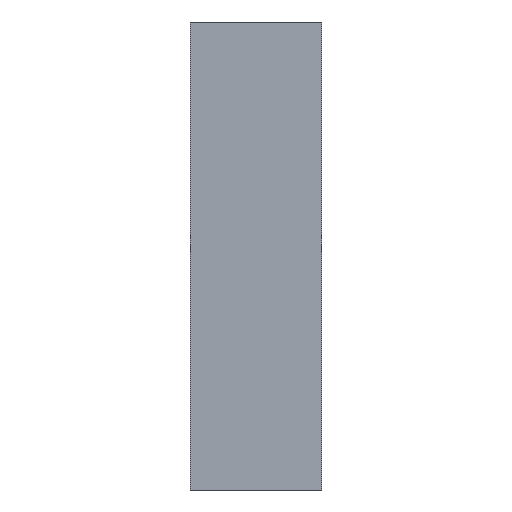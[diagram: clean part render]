
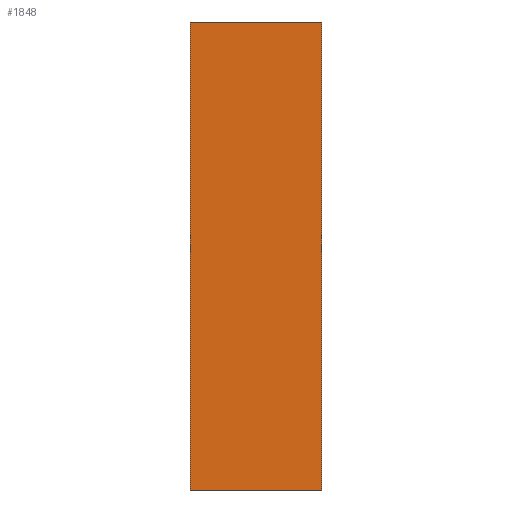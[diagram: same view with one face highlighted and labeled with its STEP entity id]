
A CAD part, front view. The second image highlights one B-rep face of the part: STEP entity #1848.
In plain terms, the highlighted planar face has unit normal (0, -1, 0).
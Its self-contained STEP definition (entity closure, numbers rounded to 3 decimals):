
#1772=CARTESIAN_POINT('Vertex',(70.,57.,430.)) ;
#1775=CARTESIAN_POINT('Line Origine',(70.,57.,180.)) ;
#1779=CARTESIAN_POINT('Vertex',(70.,57.,-70.)) ;
#1805=CARTESIAN_POINT('Vertex',(-70.,57.,-70.)) ;
#1813=CARTESIAN_POINT('Line Origine',(0.,57.,-70.)) ;
#1825=CARTESIAN_POINT('Axis2P3D Location',(-70.,57.,190.)) ;
#1830=CARTESIAN_POINT('Line Origine',(0.,57.,430.)) ;
#1834=CARTESIAN_POINT('Vertex',(-70.,57.,430.)) ;
#1837=CARTESIAN_POINT('Line Origine',(-70.,57.,180.)) ;
#1776=DIRECTION('Vector Direction',(0.,0.,1.)) ;
#1814=DIRECTION('Vector Direction',(1.,0.,0.)) ;
#1826=DIRECTION('Axis2P3D Direction',(0.,-1.,0.)) ;
#1827=DIRECTION('Axis2P3D XDirection',(0.,0.,-1.)) ;
#1831=DIRECTION('Vector Direction',(-1.,0.,0.)) ;
#1838=DIRECTION('Vector Direction',(0.,0.,-1.)) ;
#1828=AXIS2_PLACEMENT_3D('Plane Axis2P3D',#1825,#1826,#1827) ;
#1843=ORIENTED_EDGE('',*,*,#1817,.T.) ;
#1844=ORIENTED_EDGE('',*,*,#1781,.T.) ;
#1845=ORIENTED_EDGE('',*,*,#1836,.T.) ;
#1846=ORIENTED_EDGE('',*,*,#1841,.T.) ;
#1777=VECTOR('Line Direction',#1776,1.) ;
#1815=VECTOR('Line Direction',#1814,1.) ;
#1832=VECTOR('Line Direction',#1831,1.) ;
#1839=VECTOR('Line Direction',#1838,1.) ;
#1848=ADVANCED_FACE('PartBody',(#1847),#1829,.T.) ;
#1781=EDGE_CURVE('',#1780,#1773,#1778,.T.) ;
#1817=EDGE_CURVE('',#1806,#1780,#1816,.T.) ;
#1836=EDGE_CURVE('',#1773,#1835,#1833,.T.) ;
#1841=EDGE_CURVE('',#1835,#1806,#1840,.T.) ;
#1842=EDGE_LOOP('',(#1843,#1844,#1845,#1846)) ;
#1847=FACE_OUTER_BOUND('',#1842,.T.) ;
#1778=LINE('Line',#1775,#1777) ;
#1816=LINE('Line',#1813,#1815) ;
#1833=LINE('Line',#1830,#1832) ;
#1840=LINE('Line',#1837,#1839) ;
#1829=PLANE('',#1828) ;
#1773=VERTEX_POINT('',#1772) ;
#1780=VERTEX_POINT('',#1779) ;
#1806=VERTEX_POINT('',#1805) ;
#1835=VERTEX_POINT('',#1834) ;
